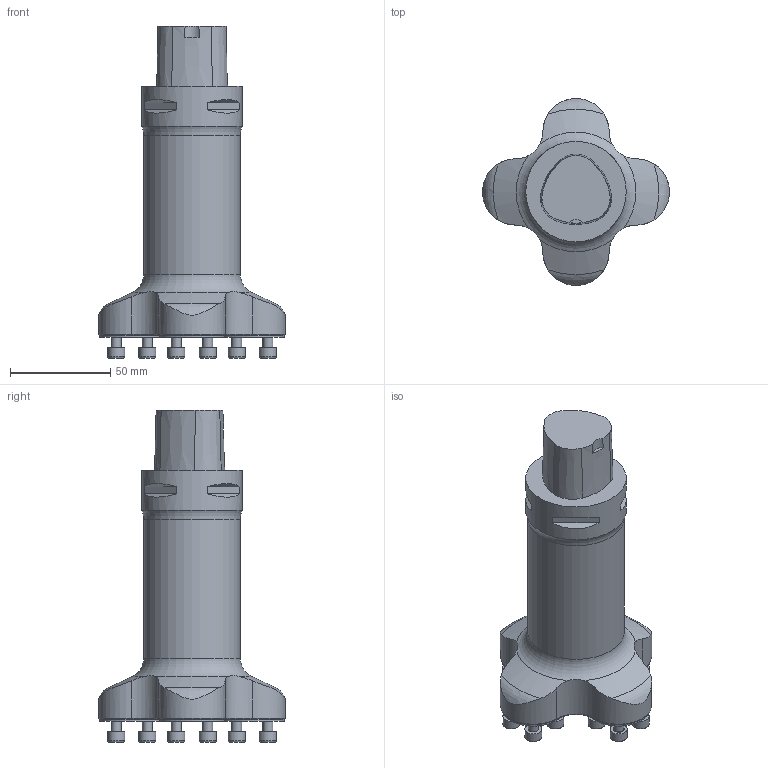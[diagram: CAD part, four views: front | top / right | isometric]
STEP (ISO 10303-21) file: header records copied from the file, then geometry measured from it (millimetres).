
FILE_DESCRIPTION(/* description */ (''),/* implementation_level */ '2;1');
FILE_NAME(/* name */ '1552912502340.stp',/* time_stamp */ '2019-03-18T13:35:16+01:00',/* author */ (''),/* organization */ ('SMS'),/* preprocessor_version */ 'ST-DEVELOPER v15',/* originating_system */ 'SIEMENS PLM Software NX 8.5',/* authorisation */ '');
FILE_SCHEMA (('AUTOMOTIVE_DESIGN { 1 0 10303 214 3 1 1 1 }'));
Length unit declared in the file: millimetre
Products named in the file (1): 112030155mod000_02
Bounding box: 93 x 93 x 165.3 mm (x, y, z)
Volume: 321424.3 mm3; surface area: 38134.3 mm2
Topology: 1 solids, 1 shells, 144 faces, 308 edges, 213 vertices
Faces by surface type: plane 56, cylinder 47, torus 23, cone 18
Full cylindrical faces by diameter (mm): 5 x16, 8.5 x16, 48 x1, 50 x1
Entity records: 3564 total; most frequent: CARTESIAN_POINT 677, DIRECTION 638, ORIENTED_EDGE 442, AXIS2_PLACEMENT_3D 292, EDGE_LOOP 238, EDGE_CURVE 221, VERTEX_POINT 173, FACE_BOUND 169
